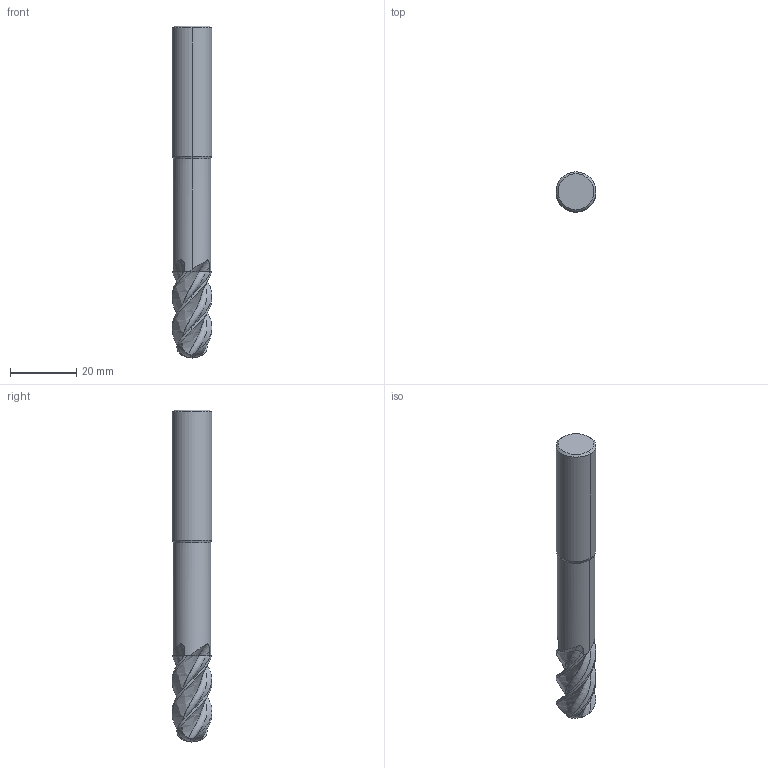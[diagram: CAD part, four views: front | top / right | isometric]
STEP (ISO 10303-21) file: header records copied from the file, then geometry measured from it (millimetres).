
FILE_DESCRIPTION(('no description'),'unknown implementation level');
FILE_NAME('EXN1-M08-0113-12-Detail.stp',' ',('CIMSOURCE GmbH'),('CADClick - KiM GmbH - www.kimweb.de'),'unknown preprocess','ACIS','unknown authorization');
FILE_SCHEMA(('automotive_design'));
Length unit declared in the file: millimetre
Products named in the file (2): NOCUT; CUT
Bounding box: 12 x 12 x 100 mm (x, y, z)
Volume: 9427.1 mm3; surface area: 4092 mm2
Topology: 2 solids, 2 shells, 99 faces, 274 edges, 175 vertices
Faces by surface type: bspline 32, plane 21, cone 16, sphere 14, revolution 12, cylinder 4
Entity records: 18340 total; most frequent: CARTESIAN_POINT 13114, STYLED_ITEM 546, PRESENTATION_STYLE_ASSIGNMENT 546, COLOUR_RGB 546, ORIENTED_EDGE 540, DIRECTION 322, EDGE_CURVE 270, CURVE_STYLE 270
